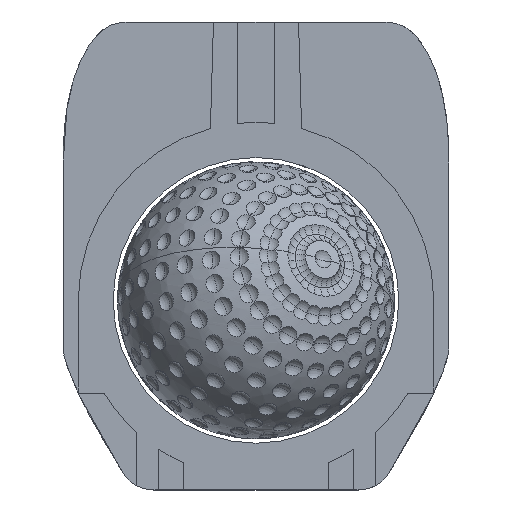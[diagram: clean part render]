
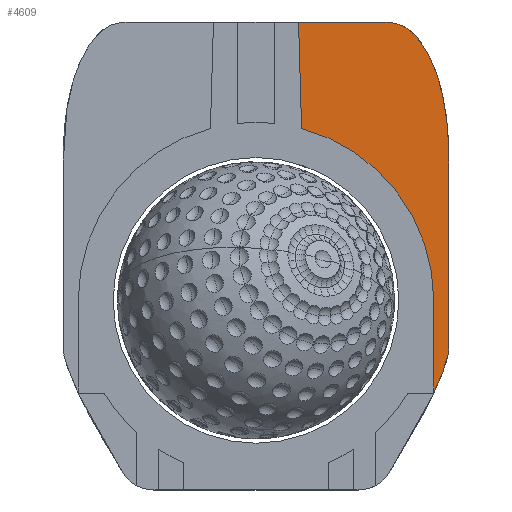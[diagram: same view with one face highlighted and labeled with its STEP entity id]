
A CAD part, front view. The second image highlights one B-rep face of the part: STEP entity #4609.
In plain terms, the highlighted planar face has unit normal (0, -1, 0).
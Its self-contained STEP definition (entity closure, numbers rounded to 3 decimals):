
#1321 = FACE_OUTER_BOUND ( 'NONE', #24351, .T. ) ;
#1709 = EDGE_CURVE ( 'NONE', #11702, #12523, #19889, .T. ) ;
#2848 = CARTESIAN_POINT ( 'NONE',  ( 3.75, 0., -0.721 ) ) ;
#3432 = EDGE_CURVE ( 'NONE', #4032, #11702, #8535, .T. ) ;
#3746 = VERTEX_POINT ( 'NONE', #12195 ) ;
#3816 = PLANE ( 'NONE',  #21151 ) ;
#4032 = VERTEX_POINT ( 'NONE', #2848 ) ;
#4175 = CARTESIAN_POINT ( 'NONE',  ( -10.5, 0., 8.043 ) ) ;
#4609 = ADVANCED_FACE ( 'NONE', ( #1321 ), #3816, .T. ) ;
#4674 = CARTESIAN_POINT ( 'NONE',  ( 10.5, 0., 8.043 ) ) ;
#4801 = LINE ( 'NONE', #13845, #15578 ) ;
#5313 = B_SPLINE_CURVE_WITH_KNOTS ( 'NONE', 3,
 ( #8954, #10881, #15177, #15036 ),
 .UNSPECIFIED., .F., .F.,
 ( 4, 4 ),
 ( 0., 0.364 ),
 .UNSPECIFIED. ) ;
#5851 = VECTOR ( 'NONE', #7062, 1000. ) ;
#5911 = EDGE_CURVE ( 'NONE', #24464, #3746, #5313, .T. ) ;
#5993 = CARTESIAN_POINT ( 'NONE',  ( 10.5, 0., 8.043 ) ) ;
#6325 = ORIENTED_EDGE ( 'NONE', *, *, #19511, .T. ) ;
#6747 = CARTESIAN_POINT ( 'NONE',  ( 3.726, 0., 0.106 ) ) ;
#6898 = CARTESIAN_POINT ( 'NONE',  ( 12.116, 0., 8.043 ) ) ;
#7062 = DIRECTION ( 'NONE',  ( 0., 0., -1. ) ) ;
#7220 = DIRECTION ( 'NONE',  ( 0., -1., 0. ) ) ;
#7797 = ORIENTED_EDGE ( 'NONE', *, *, #27512, .F. ) ;
#8454 = ORIENTED_EDGE ( 'NONE', *, *, #3432, .F. ) ;
#8465 = CIRCLE ( 'NONE', #27412, 14.625 ) ;
#8535 = LINE ( 'NONE', #6747, #18677 ) ;
#8948 = EDGE_CURVE ( 'NONE', #12523, #21691, #17113, .T. ) ;
#8954 = CARTESIAN_POINT ( 'NONE',  ( 15.875, 0., -18.728 ) ) ;
#9251 = CARTESIAN_POINT ( 'NONE',  ( 15.399, 0., 4.856 ) ) ;
#9429 = ORIENTED_EDGE ( 'NONE', *, *, #8948, .F. ) ;
#10346 = CARTESIAN_POINT ( 'NONE',  ( 13.79, 0., -24.161 ) ) ;
#10638 = DIRECTION ( 'NONE',  ( 0., -1., 0. ) ) ;
#10881 = CARTESIAN_POINT ( 'NONE',  ( 15.875, 0., -19.518 ) ) ;
#11335 = CARTESIAN_POINT ( 'NONE',  ( 15.875, 0., -3.728 ) ) ;
#11702 = VERTEX_POINT ( 'NONE', #20435 ) ;
#12195 = CARTESIAN_POINT ( 'NONE',  ( 14.625, 0., -22.48 ) ) ;
#12229 = CARTESIAN_POINT ( 'NONE',  ( 0., 0., -14.857 ) ) ;
#12523 = VERTEX_POINT ( 'NONE', #5993 ) ;
#13333 = CARTESIAN_POINT ( 'NONE',  ( 15.875, 0., -18.728 ) ) ;
#13435 = VERTEX_POINT ( 'NONE', #20547 ) ;
#13711 = CARTESIAN_POINT ( 'NONE',  ( 15.875, 0., -0.413 ) ) ;
#13845 = CARTESIAN_POINT ( 'NONE',  ( 14.625, 0., 0. ) ) ;
#15036 = CARTESIAN_POINT ( 'NONE',  ( 14.625, 0., -22.48 ) ) ;
#15177 = CARTESIAN_POINT ( 'NONE',  ( 15.331, 0., -20.97 ) ) ;
#15578 = VECTOR ( 'NONE', #25413, 1000. ) ;
#16663 = LINE ( 'NONE', #23205, #5851 ) ;
#16679 = ORIENTED_EDGE ( 'NONE', *, *, #1709, .F. ) ;
#17113 = B_SPLINE_CURVE_WITH_KNOTS ( 'NONE', 3,
 ( #4674, #6898, #9251, #13711, #11335 ),
 .UNSPECIFIED., .F., .F.,
 ( 4, 1, 4 ),
 ( 0., 0.263, 1. ),
 .UNSPECIFIED. ) ;
#17418 = DIRECTION ( 'NONE',  ( -0.029, 0., 1. ) ) ;
#17590 = VECTOR ( 'NONE', #26253, 1000. ) ;
#18677 = VECTOR ( 'NONE', #17418, 1000. ) ;
#18841 = ORIENTED_EDGE ( 'NONE', *, *, #5911, .F. ) ;
#19511 = EDGE_CURVE ( 'NONE', #13435, #3746, #4801, .T. ) ;
#19889 = LINE ( 'NONE', #4175, #17590 ) ;
#20435 = CARTESIAN_POINT ( 'NONE',  ( 3.5, 0., 8.043 ) ) ;
#20547 = CARTESIAN_POINT ( 'NONE',  ( 14.625, 0., -14.857 ) ) ;
#21151 = AXIS2_PLACEMENT_3D ( 'NONE', #10346, #10638, #26201 ) ;
#21294 = DIRECTION ( 'NONE',  ( 0., 0., -1. ) ) ;
#21691 = VERTEX_POINT ( 'NONE', #24889 ) ;
#22212 = EDGE_CURVE ( 'NONE', #21691, #24464, #16663, .T. ) ;
#22771 = ORIENTED_EDGE ( 'NONE', *, *, #22212, .F. ) ;
#23205 = CARTESIAN_POINT ( 'NONE',  ( 15.875, 0., -18.728 ) ) ;
#24351 = EDGE_LOOP ( 'NONE', ( #8454, #7797, #6325, #18841, #22771, #9429, #16679 ) ) ;
#24464 = VERTEX_POINT ( 'NONE', #13333 ) ;
#24889 = CARTESIAN_POINT ( 'NONE',  ( 15.875, 0., -3.728 ) ) ;
#25413 = DIRECTION ( 'NONE',  ( 0., 0., -1. ) ) ;
#26201 = DIRECTION ( 'NONE',  ( 0., 0., -1. ) ) ;
#26253 = DIRECTION ( 'NONE',  ( 1., 0., 0. ) ) ;
#27412 = AXIS2_PLACEMENT_3D ( 'NONE', #12229, #7220, #21294 ) ;
#27512 = EDGE_CURVE ( 'NONE', #13435, #4032, #8465, .T. ) ;
